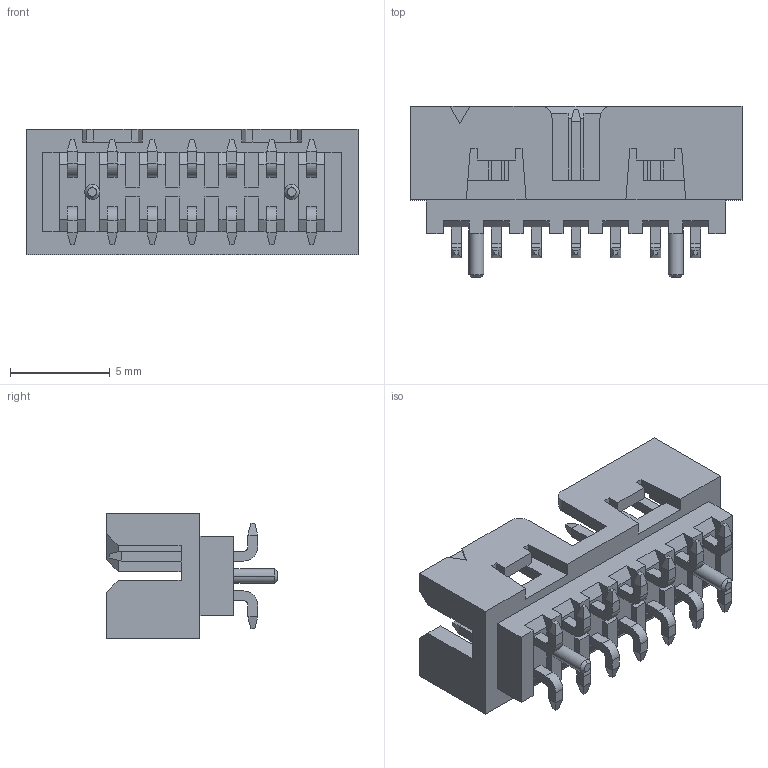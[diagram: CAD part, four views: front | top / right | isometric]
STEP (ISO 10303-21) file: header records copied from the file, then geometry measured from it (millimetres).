
FILE_DESCRIPTION(('STEP AP242'),'1');
FILE_NAME('87832-1420.stp','2021-01-24T17:29:38',('TraceParts'),('TraceParts S.A.'),'Spatial InterOp 3D',' ',' ');
FILE_SCHEMA(('AP242_MANAGED_MODEL_BASED_3D_ENGINEERING_MIM_LF {1 0 10303 442 1 1 4}'));
Length unit declared in the file: millimetre
Products named in the file (1): 87832-1420_1
Bounding box: 16.65 x 8.6 x 6.3 mm (x, y, z)
Volume: 300 mm3; surface area: 827 mm2
Topology: 1 solids, 1 shells, 611 faces, 1600 edges, 1088 vertices
Faces by surface type: plane 573, cylinder 34, cone 4
Entity records: 18230 total; most frequent: CARTESIAN_POINT 3187, ORIENTED_EDGE 3076, DIRECTION 2916, EDGE_CURVE 1538, LINE 1506, VECTOR 1506, VERTEX_POINT 964, AXIS2_PLACEMENT_3D 705
